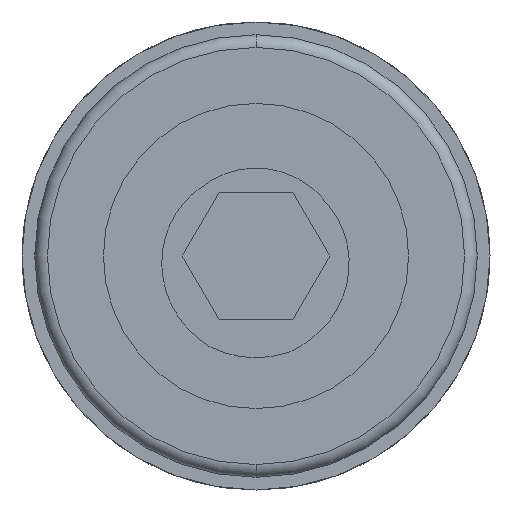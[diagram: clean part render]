
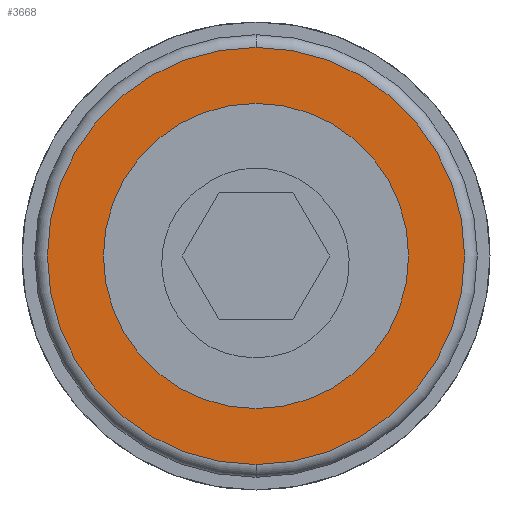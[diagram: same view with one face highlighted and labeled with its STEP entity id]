
A CAD part, front view. The second image highlights one B-rep face of the part: STEP entity #3668.
In plain terms, the highlighted planar face has unit normal (0, -1, 0).
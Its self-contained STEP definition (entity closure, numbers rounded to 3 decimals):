
#62 = CIRCLE ( 'NONE', #2965, 8.2 ) ;
#223 = EDGE_LOOP ( 'NONE', ( #1195, #1592 ) ) ;
#382 = CARTESIAN_POINT ( 'NONE',  ( 0., -31.5, 8.2 ) ) ;
#497 = FACE_BOUND ( 'NONE', #5558, .T. ) ;
#559 = AXIS2_PLACEMENT_3D ( 'NONE', #2673, #668, #4667 ) ;
#632 = AXIS2_PLACEMENT_3D ( 'NONE', #4335, #4421, #5762 ) ;
#668 = DIRECTION ( 'NONE',  ( 0., 1., 0. ) ) ;
#1195 = ORIENTED_EDGE ( 'NONE', *, *, #6980, .T. ) ;
#1592 = ORIENTED_EDGE ( 'NONE', *, *, #7343, .T. ) ;
#1645 = AXIS2_PLACEMENT_3D ( 'NONE', #2231, #4275, #2174 ) ;
#1934 = ORIENTED_EDGE ( 'NONE', *, *, #5976, .T. ) ;
#2069 = PLANE ( 'NONE',  #1645 ) ;
#2174 = DIRECTION ( 'NONE',  ( 0., 0., 1. ) ) ;
#2231 = CARTESIAN_POINT ( 'NONE',  ( 8.7, -31.5, 0. ) ) ;
#2673 = CARTESIAN_POINT ( 'NONE',  ( 0., -31.5, 0. ) ) ;
#2965 = AXIS2_PLACEMENT_3D ( 'NONE', #5529, #3482, #5559 ) ;
#3015 = CARTESIAN_POINT ( 'NONE',  ( 0., -31.5, -8.2 ) ) ;
#3221 = CARTESIAN_POINT ( 'NONE',  ( 0., -31.5, 0. ) ) ;
#3272 = EDGE_CURVE ( 'NONE', #8338, #4908, #7320, .T. ) ;
#3482 = DIRECTION ( 'NONE',  ( 0., -1., 0. ) ) ;
#3517 = ORIENTED_EDGE ( 'NONE', *, *, #3272, .T. ) ;
#3668 = ADVANCED_FACE ( 'Defeature ausgef�hrt3_12', ( #6635, #497 ), #2069, .F. ) ;
#3724 = CARTESIAN_POINT ( 'NONE',  ( 0., -31.5, -6. ) ) ;
#4275 = DIRECTION ( 'NONE',  ( 0., 1., 0. ) ) ;
#4335 = CARTESIAN_POINT ( 'NONE',  ( 0., -31.5, 0. ) ) ;
#4421 = DIRECTION ( 'NONE',  ( 0., 1., 0. ) ) ;
#4667 = DIRECTION ( 'NONE',  ( 0., 0., 1. ) ) ;
#4908 = VERTEX_POINT ( 'NONE', #3724 ) ;
#5191 = VERTEX_POINT ( 'NONE', #3015 ) ;
#5283 = DIRECTION ( 'NONE',  ( 0., 0., 1. ) ) ;
#5340 = CIRCLE ( 'NONE', #632, 6. ) ;
#5529 = CARTESIAN_POINT ( 'NONE',  ( 0., -31.5, 0. ) ) ;
#5558 = EDGE_LOOP ( 'NONE', ( #3517, #1934 ) ) ;
#5559 = DIRECTION ( 'NONE',  ( 0., 0., 1. ) ) ;
#5762 = DIRECTION ( 'NONE',  ( 0., 0., 1. ) ) ;
#5976 = EDGE_CURVE ( 'Defeature ausgef�hrt3_12+Defeature ausgef�hrt3_2+Defeature ausgef�hrt3_2+Defeature ausgef�hrt3_2', #4908, #8338, #5340, .T. ) ;
#6059 = CARTESIAN_POINT ( 'NONE',  ( 0., -31.5, 6. ) ) ;
#6322 = CIRCLE ( 'NONE', #8036, 8.2 ) ;
#6451 = VERTEX_POINT ( 'NONE', #382 ) ;
#6635 = FACE_OUTER_BOUND ( 'NONE', #223, .T. ) ;
#6980 = EDGE_CURVE ( 'Defeature ausgef�hrt3_12+Defeature ausgef�hrt3_15+Defeature ausgef�hrt3_15+Defeature ausgef�hrt3_15', #6451, #5191, #62, .T. ) ;
#7320 = CIRCLE ( 'NONE', #559, 6. ) ;
#7343 = EDGE_CURVE ( 'Defeature ausgef�hrt3_12+Defeature ausgef�hrt3_15+Defeature ausgef�hrt3_15+Defeature ausgef�hrt3_15', #5191, #6451, #6322, .T. ) ;
#7431 = DIRECTION ( 'NONE',  ( 0., -1., 0. ) ) ;
#8036 = AXIS2_PLACEMENT_3D ( 'NONE', #3221, #7431, #5283 ) ;
#8338 = VERTEX_POINT ( 'NONE', #6059 ) ;
